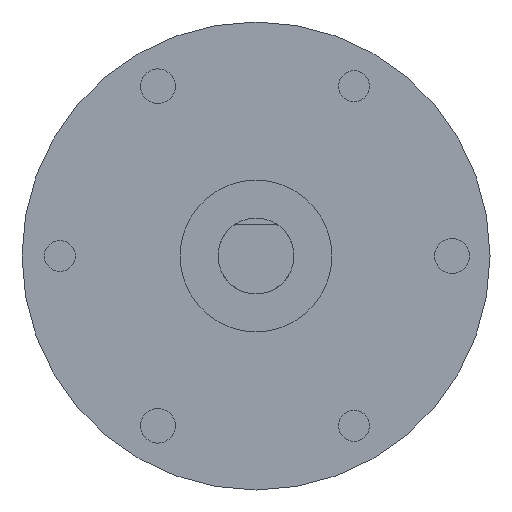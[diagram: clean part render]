
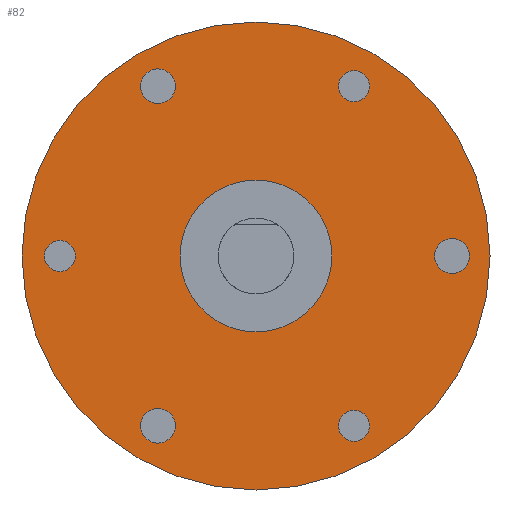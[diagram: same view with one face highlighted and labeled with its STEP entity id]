
A CAD part, front view. The second image highlights one B-rep face of the part: STEP entity #82.
In plain terms, the highlighted planar face has unit normal (0, -1, 0).
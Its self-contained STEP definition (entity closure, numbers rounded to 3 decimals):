
#82 = ADVANCED_FACE( '', ( #190, #191, #192, #193, #194, #195, #196, #197 ), #198, .F. );
#190 = FACE_BOUND( '', #337, .T. );
#191 = FACE_BOUND( '', #338, .T. );
#192 = FACE_BOUND( '', #339, .T. );
#193 = FACE_BOUND( '', #340, .T. );
#194 = FACE_BOUND( '', #341, .T. );
#195 = FACE_BOUND( '', #342, .T. );
#196 = FACE_OUTER_BOUND( '', #343, .T. );
#197 = FACE_BOUND( '', #344, .T. );
#198 = PLANE( '', #345 );
#337 = EDGE_LOOP( '', ( #510 ) );
#338 = EDGE_LOOP( '', ( #511 ) );
#339 = EDGE_LOOP( '', ( #512 ) );
#340 = EDGE_LOOP( '', ( #513 ) );
#341 = EDGE_LOOP( '', ( #514 ) );
#342 = EDGE_LOOP( '', ( #515 ) );
#343 = EDGE_LOOP( '', ( #516 ) );
#344 = EDGE_LOOP( '', ( #517 ) );
#345 = AXIS2_PLACEMENT_3D( '', #518, #519, #520 );
#510 = ORIENTED_EDGE( '', *, *, #736, .T. );
#511 = ORIENTED_EDGE( '', *, *, #707, .T. );
#512 = ORIENTED_EDGE( '', *, *, #737, .T. );
#513 = ORIENTED_EDGE( '', *, *, #734, .T. );
#514 = ORIENTED_EDGE( '', *, *, #738, .T. );
#515 = ORIENTED_EDGE( '', *, *, #739, .T. );
#516 = ORIENTED_EDGE( '', *, *, #740, .F. );
#517 = ORIENTED_EDGE( '', *, *, #741, .T. );
#518 = CARTESIAN_POINT( '', ( 0., 0., -18.5 ) );
#519 = DIRECTION( '', ( 0., 1., 0. ) );
#520 = DIRECTION( '', ( 0., 0., 1. ) );
#707 = EDGE_CURVE( '', #802, #802, #803, .T. );
#734 = EDGE_CURVE( '', #846, #846, #847, .T. );
#736 = EDGE_CURVE( '', #849, #849, #850, .T. );
#737 = EDGE_CURVE( '', #851, #851, #852, .T. );
#738 = EDGE_CURVE( '', #853, #853, #854, .T. );
#739 = EDGE_CURVE( '', #855, #855, #856, .T. );
#740 = EDGE_CURVE( '', #857, #857, #858, .T. );
#741 = EDGE_CURVE( '', #859, #859, #860, .T. );
#802 = VERTEX_POINT( '', #938 );
#803 = CIRCLE( '', #939, 1.23 );
#846 = VERTEX_POINT( '', #995 );
#847 = CIRCLE( '', #996, 1.23 );
#849 = VERTEX_POINT( '', #998 );
#850 = CIRCLE( '', #999, 1.37 );
#851 = VERTEX_POINT( '', #1000 );
#852 = CIRCLE( '', #1001, 1.37 );
#853 = VERTEX_POINT( '', #1002 );
#854 = CIRCLE( '', #1003, 1.37 );
#855 = VERTEX_POINT( '', #1004 );
#856 = CIRCLE( '', #1005, 1.23 );
#857 = VERTEX_POINT( '', #1006 );
#858 = CIRCLE( '', #1007, 18.5 );
#859 = VERTEX_POINT( '', #1008 );
#860 = CIRCLE( '', #1009, 6. );
#938 = CARTESIAN_POINT( '', ( 6.685, 0., -14.038 ) );
#939 = AXIS2_PLACEMENT_3D( '', #1103, #1104, #1105 );
#995 = CARTESIAN_POINT( '', ( 8.815, 0., 12.809 ) );
#996 = AXIS2_PLACEMENT_3D( '', #1134, #1135, #1136 );
#998 = CARTESIAN_POINT( '', ( -8.435, 0., -12.237 ) );
#999 = AXIS2_PLACEMENT_3D( '', #1137, #1138, #1139 );
#1000 = CARTESIAN_POINT( '', ( 14.815, 0., -1.186 ) );
#1001 = AXIS2_PLACEMENT_3D( '', #1140, #1141, #1142 );
#1002 = CARTESIAN_POINT( '', ( -6.38, 0., 13.423 ) );
#1003 = AXIS2_PLACEMENT_3D( '', #1143, #1144, #1145 );
#1004 = CARTESIAN_POINT( '', ( -15.5, 0., 1.23 ) );
#1005 = AXIS2_PLACEMENT_3D( '', #1146, #1147, #1148 );
#1006 = CARTESIAN_POINT( '', ( 0., 0., 18.5 ) );
#1007 = AXIS2_PLACEMENT_3D( '', #1149, #1150, #1151 );
#1008 = CARTESIAN_POINT( '', ( 0., 0., 6. ) );
#1009 = AXIS2_PLACEMENT_3D( '', #1152, #1153, #1154 );
#1103 = CARTESIAN_POINT( '', ( 7.75, 0., -13.423 ) );
#1104 = DIRECTION( '', ( 0., 1., 0. ) );
#1105 = DIRECTION( '', ( -0.866, 0., -0.5 ) );
#1134 = CARTESIAN_POINT( '', ( 7.75, 0., 13.423 ) );
#1135 = DIRECTION( '', ( 0., 1., 0. ) );
#1136 = DIRECTION( '', ( 0.866, 0., -0.5 ) );
#1137 = CARTESIAN_POINT( '', ( -7.75, 0., -13.423 ) );
#1138 = DIRECTION( '', ( 0., 1., 0. ) );
#1139 = DIRECTION( '', ( -0.5, 0., 0.866 ) );
#1140 = CARTESIAN_POINT( '', ( 15.5, 0., 0. ) );
#1141 = DIRECTION( '', ( 0., 1., 0. ) );
#1142 = DIRECTION( '', ( -0.5, 0., -0.866 ) );
#1143 = CARTESIAN_POINT( '', ( -7.75, 0., 13.423 ) );
#1144 = DIRECTION( '', ( 0., 1., 0. ) );
#1145 = DIRECTION( '', ( 1., 0., 0. ) );
#1146 = CARTESIAN_POINT( '', ( -15.5, 0., 0. ) );
#1147 = DIRECTION( '', ( 0., 1., 0. ) );
#1148 = DIRECTION( '', ( 0., 0., 1. ) );
#1149 = CARTESIAN_POINT( '', ( 0., 0., 0. ) );
#1150 = DIRECTION( '', ( 0., 1., 0. ) );
#1151 = DIRECTION( '', ( 0., 0., 1. ) );
#1152 = CARTESIAN_POINT( '', ( 0., 0., 0. ) );
#1153 = DIRECTION( '', ( 0., 1., 0. ) );
#1154 = DIRECTION( '', ( 0., 0., 1. ) );
